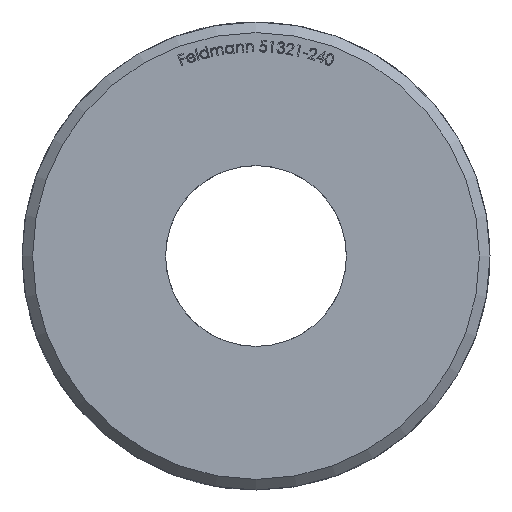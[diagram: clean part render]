
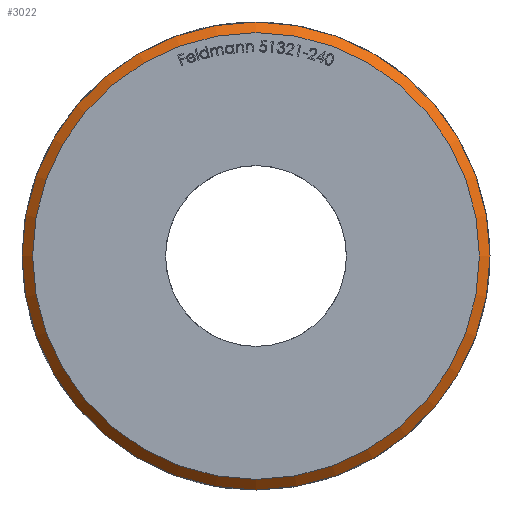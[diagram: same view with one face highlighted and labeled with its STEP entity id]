
A CAD part, front view. The second image highlights one B-rep face of the part: STEP entity #3022.
In plain terms, the highlighted conical face has half-angle 45 degrees and reference radius 11 mm.
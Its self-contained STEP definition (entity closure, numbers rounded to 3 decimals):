
#394 = AXIS2_PLACEMENT_3D ( 'NONE', #8190, #10981, #11918 ) ;
#634 = VERTEX_POINT ( 'NONE', #6283 ) ;
#651 = ORIENTED_EDGE ( 'NONE', *, *, #9099, .F. ) ;
#871 = CONICAL_SURFACE ( 'NONE', #394, 11., 0.785 ) ;
#995 = CARTESIAN_POINT ( 'NONE',  ( 0., 0., 0. ) ) ;
#1718 = ORIENTED_EDGE ( 'NONE', *, *, #6084, .F. ) ;
#2846 = DIRECTION ( 'NONE',  ( 0., 0., 1. ) ) ;
#3022 = ADVANCED_FACE ( 'NONE', ( #11084, #11529 ), #871, .T. ) ;
#4378 = DIRECTION ( 'NONE',  ( 0., 0., 1. ) ) ;
#5424 = CARTESIAN_POINT ( 'NONE',  ( 0., 0.5, 0. ) ) ;
#5551 = EDGE_LOOP ( 'NONE', ( #651 ) ) ;
#6084 = EDGE_CURVE ( 'NONE', #634, #634, #7204, .T. ) ;
#6283 = CARTESIAN_POINT ( 'NONE',  ( 0., 0.5, 11. ) ) ;
#6608 = CIRCLE ( 'NONE', #9003, 10.5 ) ;
#6894 = EDGE_LOOP ( 'NONE', ( #1718 ) ) ;
#7204 = CIRCLE ( 'NONE', #11762, 11. ) ;
#7460 = DIRECTION ( 'NONE',  ( 0., -1., 0. ) ) ;
#7994 = VERTEX_POINT ( 'NONE', #9172 ) ;
#8161 = DIRECTION ( 'NONE',  ( 0., 1., 0. ) ) ;
#8190 = CARTESIAN_POINT ( 'NONE',  ( 0., 0.5, 0. ) ) ;
#9003 = AXIS2_PLACEMENT_3D ( 'NONE', #995, #7460, #2846 ) ;
#9099 = EDGE_CURVE ( 'NONE', #7994, #7994, #6608, .T. ) ;
#9172 = CARTESIAN_POINT ( 'NONE',  ( 0., 0., 10.5 ) ) ;
#10981 = DIRECTION ( 'NONE',  ( 0., 1., 0. ) ) ;
#11084 = FACE_BOUND ( 'NONE', #5551, .T. ) ;
#11529 = FACE_OUTER_BOUND ( 'NONE', #6894, .T. ) ;
#11762 = AXIS2_PLACEMENT_3D ( 'NONE', #5424, #8161, #4378 ) ;
#11918 = DIRECTION ( 'NONE',  ( 0., 0., 1. ) ) ;
